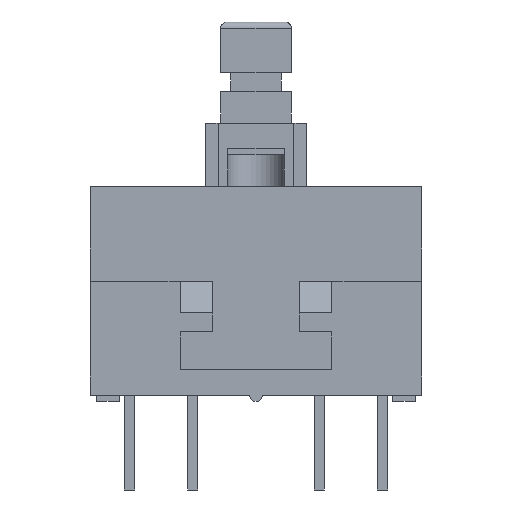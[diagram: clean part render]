
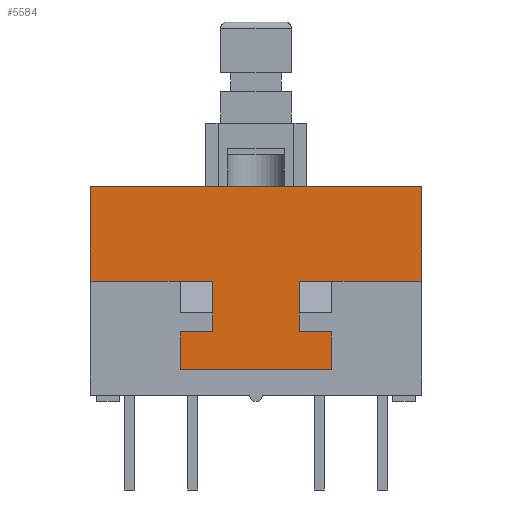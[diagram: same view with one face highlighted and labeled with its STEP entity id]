
A CAD part, front view. The second image highlights one B-rep face of the part: STEP entity #5584.
In plain terms, the highlighted planar face has unit normal (0, -1, 0).
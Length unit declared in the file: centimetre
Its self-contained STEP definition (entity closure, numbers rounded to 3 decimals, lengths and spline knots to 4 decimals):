
#169=FACE_OUTER_BOUND('',#479,.T.);
#479=EDGE_LOOP('',(#4097,#4098,#4099,#4100,#4101,#4102,#4103,#4104,#4105,
#4106,#4107,#4108,#4109,#4110,#4111,#4112));
#907=LINE('',#7953,#1688);
#929=LINE('',#7999,#1710);
#985=LINE('',#8117,#1766);
#988=LINE('',#8122,#1769);
#1003=LINE('',#8151,#1784);
#1023=LINE('',#8188,#1804);
#1024=LINE('',#8190,#1805);
#1025=LINE('',#8191,#1806);
#1026=LINE('',#8192,#1807);
#1027=LINE('',#8194,#1808);
#1028=LINE('',#8196,#1809);
#1029=LINE('',#8198,#1810);
#1030=LINE('',#8200,#1811);
#1031=LINE('',#8202,#1812);
#1032=LINE('',#8204,#1813);
#1033=LINE('',#8205,#1814);
#1688=VECTOR('',#6452,1.);
#1710=VECTOR('',#6482,1.);
#1766=VECTOR('',#6580,1.);
#1769=VECTOR('',#6585,1.);
#1784=VECTOR('',#6606,1.);
#1804=VECTOR('',#6636,1.);
#1805=VECTOR('',#6639,1.);
#1806=VECTOR('',#6640,1.);
#1807=VECTOR('',#6641,1.);
#1808=VECTOR('',#6642,1.);
#1809=VECTOR('',#6643,1.);
#1810=VECTOR('',#6644,1.);
#1811=VECTOR('',#6645,1.);
#1812=VECTOR('',#6646,1.);
#1813=VECTOR('',#6647,1.);
#1814=VECTOR('',#6648,1.);
#2419=VERTEX_POINT('',#7948);
#2421=VERTEX_POINT('',#7951);
#2441=VERTEX_POINT('',#7997);
#2481=VERTEX_POINT('',#8114);
#2482=VERTEX_POINT('',#8116);
#2483=VERTEX_POINT('',#8120);
#2493=VERTEX_POINT('',#8148);
#2494=VERTEX_POINT('',#8150);
#2505=VERTEX_POINT('',#8184);
#2506=VERTEX_POINT('',#8186);
#2507=VERTEX_POINT('',#8193);
#2508=VERTEX_POINT('',#8195);
#2509=VERTEX_POINT('',#8197);
#2510=VERTEX_POINT('',#8199);
#2511=VERTEX_POINT('',#8201);
#2512=VERTEX_POINT('',#8203);
#3000=EDGE_CURVE('',#2419,#2421,#907,.T.);
#3022=EDGE_CURVE('',#2421,#2441,#929,.T.);
#3079=EDGE_CURVE('',#2482,#2481,#985,.T.);
#3082=EDGE_CURVE('',#2483,#2482,#988,.T.);
#3097=EDGE_CURVE('',#2493,#2494,#1003,.T.);
#3117=EDGE_CURVE('',#2505,#2506,#1023,.T.);
#3118=EDGE_CURVE('',#2441,#2505,#1024,.T.);
#3119=EDGE_CURVE('',#2506,#2494,#1025,.T.);
#3120=EDGE_CURVE('',#2483,#2493,#1026,.T.);
#3121=EDGE_CURVE('',#2507,#2481,#1027,.T.);
#3122=EDGE_CURVE('',#2508,#2507,#1028,.T.);
#3123=EDGE_CURVE('',#2509,#2508,#1029,.T.);
#3124=EDGE_CURVE('',#2510,#2509,#1030,.T.);
#3125=EDGE_CURVE('',#2510,#2511,#1031,.T.);
#3126=EDGE_CURVE('',#2511,#2512,#1032,.T.);
#3127=EDGE_CURVE('',#2512,#2419,#1033,.T.);
#4097=ORIENTED_EDGE('',*,*,#3022,.T.);
#4098=ORIENTED_EDGE('',*,*,#3118,.T.);
#4099=ORIENTED_EDGE('',*,*,#3117,.T.);
#4100=ORIENTED_EDGE('',*,*,#3119,.T.);
#4101=ORIENTED_EDGE('',*,*,#3097,.F.);
#4102=ORIENTED_EDGE('',*,*,#3120,.F.);
#4103=ORIENTED_EDGE('',*,*,#3082,.T.);
#4104=ORIENTED_EDGE('',*,*,#3079,.T.);
#4105=ORIENTED_EDGE('',*,*,#3121,.F.);
#4106=ORIENTED_EDGE('',*,*,#3122,.F.);
#4107=ORIENTED_EDGE('',*,*,#3123,.F.);
#4108=ORIENTED_EDGE('',*,*,#3124,.F.);
#4109=ORIENTED_EDGE('',*,*,#3125,.T.);
#4110=ORIENTED_EDGE('',*,*,#3126,.T.);
#4111=ORIENTED_EDGE('',*,*,#3127,.T.);
#4112=ORIENTED_EDGE('',*,*,#3000,.T.);
#5287=PLANE('',#5909);
#5584=ADVANCED_FACE('',(#169),#5287,.T.);
#5909=AXIS2_PLACEMENT_3D('',#8189,#6637,#6638);
#6452=DIRECTION('',(0.,0.,1.));
#6482=DIRECTION('',(1.,0.,0.));
#6580=DIRECTION('',(0.,0.,-1.));
#6585=DIRECTION('',(1.,0.,0.));
#6606=DIRECTION('',(0.,0.,1.));
#6636=DIRECTION('',(0.,0.,1.));
#6637=DIRECTION('center_axis',(0.,-1.,0.));
#6638=DIRECTION('ref_axis',(0.,0.,1.));
#6639=DIRECTION('',(1.,0.,0.));
#6640=DIRECTION('',(-1.,0.,0.));
#6641=DIRECTION('',(-1.,0.,0.));
#6642=DIRECTION('',(0.,0.,1.));
#6643=DIRECTION('',(1.,0.,0.));
#6644=DIRECTION('',(0.,0.,1.));
#6645=DIRECTION('',(-1.,0.,0.));
#6646=DIRECTION('',(0.,0.,1.));
#6647=DIRECTION('',(-1.,0.,0.));
#6648=DIRECTION('',(0.,0.,1.));
#7948=CARTESIAN_POINT('',(0.17,-0.425,-0.2772));
#7951=CARTESIAN_POINT('',(0.17,-0.425,-0.1522));
#7953=CARTESIAN_POINT('',(0.17,-0.425,-0.2459));
#7997=CARTESIAN_POINT('',(0.3,-0.425,-0.1522));
#7999=CARTESIAN_POINT('',(0.4125,-0.425,-0.1522));
#8114=CARTESIAN_POINT('',(-0.17,-0.425,-0.2772));
#8116=CARTESIAN_POINT('',(-0.17,-0.425,-0.1522));
#8117=CARTESIAN_POINT('',(-0.17,-0.425,-0.1459));
#8120=CARTESIAN_POINT('',(-0.3,-0.425,-0.1522));
#8122=CARTESIAN_POINT('',(0.,-0.425,-0.1522));
#8148=CARTESIAN_POINT('',(-0.655,-0.425,-0.1522));
#8150=CARTESIAN_POINT('',(-0.655,-0.425,0.2228));
#8151=CARTESIAN_POINT('',(-0.655,-0.425,-0.1397));
#8184=CARTESIAN_POINT('',(0.655,-0.425,-0.1522));
#8186=CARTESIAN_POINT('',(0.655,-0.425,0.2228));
#8188=CARTESIAN_POINT('',(0.655,-0.425,-0.1397));
#8189=CARTESIAN_POINT('Origin',(0.655,-0.425,-0.1397));
#8190=CARTESIAN_POINT('',(-0.655,-0.425,-0.1522));
#8191=CARTESIAN_POINT('',(-0.655,-0.425,0.2228));
#8192=CARTESIAN_POINT('',(0.655,-0.425,-0.1522));
#8193=CARTESIAN_POINT('',(-0.17,-0.425,-0.3522));
#8194=CARTESIAN_POINT('',(-0.17,-0.425,-0.1522));
#8195=CARTESIAN_POINT('',(-0.3,-0.425,-0.3522));
#8196=CARTESIAN_POINT('',(-0.3,-0.425,-0.3522));
#8197=CARTESIAN_POINT('',(-0.3,-0.425,-0.5022));
#8198=CARTESIAN_POINT('',(-0.3,-0.425,-0.5022));
#8199=CARTESIAN_POINT('',(0.3,-0.425,-0.5022));
#8200=CARTESIAN_POINT('',(0.655,-0.425,-0.5022));
#8201=CARTESIAN_POINT('',(0.3,-0.425,-0.3522));
#8202=CARTESIAN_POINT('',(0.3,-0.425,-0.5022));
#8203=CARTESIAN_POINT('',(0.17,-0.425,-0.3522));
#8204=CARTESIAN_POINT('',(0.3,-0.425,-0.3522));
#8205=CARTESIAN_POINT('',(0.17,-0.425,-0.1522));
